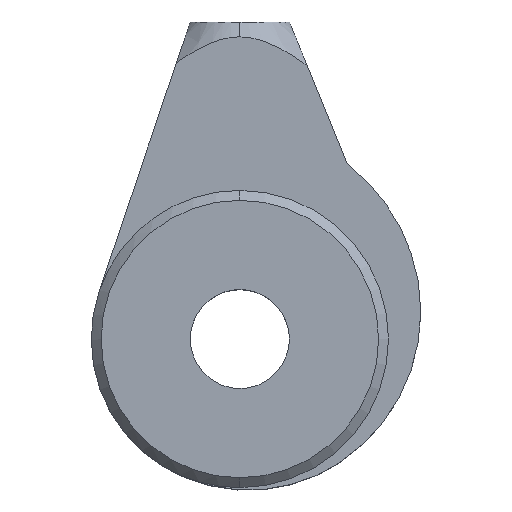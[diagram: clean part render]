
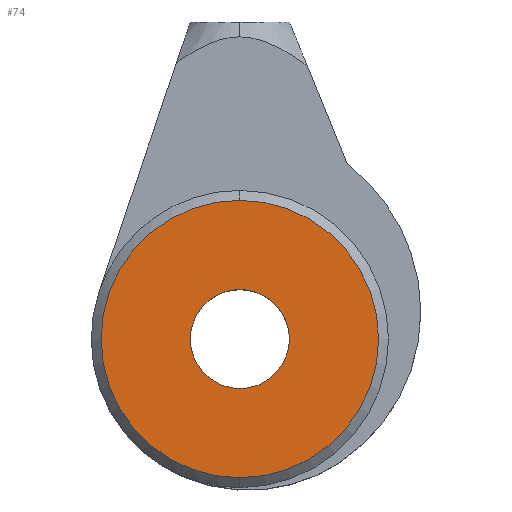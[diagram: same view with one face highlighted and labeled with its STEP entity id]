
A CAD part, top view. The second image highlights one B-rep face of the part: STEP entity #74.
In plain terms, the highlighted planar face has unit normal (0, 0, 1).
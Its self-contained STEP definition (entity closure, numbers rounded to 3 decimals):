
#74=ADVANCED_FACE('',(#139,#140),#141,.T.);
#139=FACE_BOUND('',#211,.T.);
#140=FACE_OUTER_BOUND('',#212,.T.);
#141=PLANE('',#213);
#211=EDGE_LOOP('',(#443,#444));
#212=EDGE_LOOP('',(#445,#446));
#213=AXIS2_PLACEMENT_3D('',#447,#448,#449);
#443=ORIENTED_EDGE('',*,*,#511,.T.);
#444=ORIENTED_EDGE('',*,*,#554,.T.);
#445=ORIENTED_EDGE('',*,*,#555,.T.);
#446=ORIENTED_EDGE('',*,*,#505,.T.);
#447=CARTESIAN_POINT('',(1.175,7.452,15.0));
#448=DIRECTION('',(0.0,0.0,1.0));
#449=DIRECTION('',(1.0,0.0,0.0));
#505=EDGE_CURVE('',#602,#599,#603,.T.);
#511=EDGE_CURVE('',#614,#611,#615,.T.);
#554=EDGE_CURVE('',#611,#614,#682,.T.);
#555=EDGE_CURVE('',#599,#602,#683,.T.);
#599=VERTEX_POINT('',#737);
#602=VERTEX_POINT('',#741);
#603=CIRCLE('',#742,14.0);
#611=VERTEX_POINT('',#751);
#614=VERTEX_POINT('',#755);
#615=CIRCLE('',#756,5.0);
#682=CIRCLE('',#908,5.0);
#683=CIRCLE('',#909,14.0);
#737=CARTESIAN_POINT('',(0.,-14.0,15.0));
#741=CARTESIAN_POINT('',(0.,14.0,15.0));
#742=AXIS2_PLACEMENT_3D('',#959,#960,#961);
#751=CARTESIAN_POINT('',(5.0,0.,15.0));
#755=CARTESIAN_POINT('',(-5.0,0.,15.0));
#756=AXIS2_PLACEMENT_3D('',#973,#974,#975);
#908=AXIS2_PLACEMENT_3D('',#1052,#1053,#1054);
#909=AXIS2_PLACEMENT_3D('',#1055,#1056,#1057);
#959=CARTESIAN_POINT('',(0.,0.0,15.0));
#960=DIRECTION('',(0.0,0.0,1.0));
#961=DIRECTION('',(0.,-1.0,0.0));
#973=CARTESIAN_POINT('',(0.0,0.0,15.0));
#974=DIRECTION('',(0.0,0.0,-1.0));
#975=DIRECTION('',(1.0,0.0,0.0));
#1052=CARTESIAN_POINT('',(0.0,0.0,15.0));
#1053=DIRECTION('',(0.0,0.0,-1.0));
#1054=DIRECTION('',(1.0,0.0,0.0));
#1055=CARTESIAN_POINT('',(0.,0.0,15.0));
#1056=DIRECTION('',(0.0,0.0,1.0));
#1057=DIRECTION('',(0.,-1.0,0.0));
